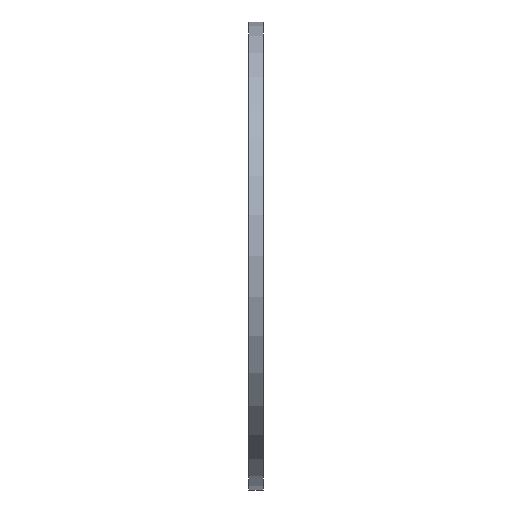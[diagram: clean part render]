
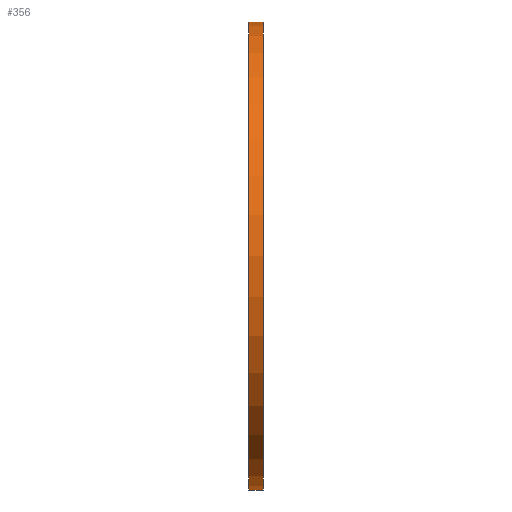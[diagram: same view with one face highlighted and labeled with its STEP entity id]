
A CAD part, left-side view. The second image highlights one B-rep face of the part: STEP entity #356.
In plain terms, the highlighted cylindrical face has radius 50.038 mm (diameter 100.076 mm), a partial arc.
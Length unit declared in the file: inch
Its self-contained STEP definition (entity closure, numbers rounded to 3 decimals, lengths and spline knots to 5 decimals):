
#166 = CARTESIAN_POINT ( 'NONE',  ( 0., 0.125, 0. ) ) ;
#254 = ORIENTED_EDGE ( 'NONE', *, *, #1902, .T. ) ;
#283 = ORIENTED_EDGE ( 'NONE', *, *, #2401, .T. ) ;
#356 = ADVANCED_FACE ( 'NONE', ( #837 ), #2051, .T. ) ;
#487 = DIRECTION ( 'NONE',  ( 0., 0., 1. ) ) ;
#509 = DIRECTION ( 'NONE',  ( 0., -1., 0. ) ) ;
#556 = VECTOR ( 'NONE', #509, 39.37008 ) ;
#573 = ORIENTED_EDGE ( 'NONE', *, *, #1830, .F. ) ;
#686 = VERTEX_POINT ( 'NONE', #2976 ) ;
#698 = LINE ( 'NONE', #1735, #556 ) ;
#769 = VERTEX_POINT ( 'NONE', #2724 ) ;
#837 = FACE_OUTER_BOUND ( 'NONE', #1526, .T. ) ;
#1021 = DIRECTION ( 'NONE',  ( 0., 0., 1. ) ) ;
#1144 = VERTEX_POINT ( 'NONE', #1808 ) ;
#1190 = CIRCLE ( 'NONE', #2504, 1.97 ) ;
#1271 = DIRECTION ( 'NONE',  ( 0., -1., 0. ) ) ;
#1272 = ORIENTED_EDGE ( 'NONE', *, *, #2456, .F. ) ;
#1298 = DIRECTION ( 'NONE',  ( 0., 1., 0. ) ) ;
#1309 = DIRECTION ( 'NONE',  ( 0., 0., -1. ) ) ;
#1322 = VERTEX_POINT ( 'NONE', #1336 ) ;
#1336 = CARTESIAN_POINT ( 'NONE',  ( 0., 0.125, 1.97 ) ) ;
#1428 = AXIS2_PLACEMENT_3D ( 'NONE', #166, #1271, #1309 ) ;
#1517 = CIRCLE ( 'NONE', #3097, 1.97 ) ;
#1526 = EDGE_LOOP ( 'NONE', ( #1272, #573, #283, #254 ) ) ;
#1654 = DIRECTION ( 'NONE',  ( 0., 1., 0. ) ) ;
#1691 = VECTOR ( 'NONE', #1755, 39.37008 ) ;
#1735 = CARTESIAN_POINT ( 'NONE',  ( 0., 0.125, -1.97 ) ) ;
#1755 = DIRECTION ( 'NONE',  ( 0., -1., 0. ) ) ;
#1808 = CARTESIAN_POINT ( 'NONE',  ( 0., 0., -1.97 ) ) ;
#1830 = EDGE_CURVE ( 'NONE', #769, #1322, #1517, .T. ) ;
#1902 = EDGE_CURVE ( 'NONE', #1144, #686, #1190, .T. ) ;
#2051 = CYLINDRICAL_SURFACE ( 'NONE', #1428, 1.97 ) ;
#2264 = CARTESIAN_POINT ( 'NONE',  ( 0., 0.125, 0. ) ) ;
#2361 = LINE ( 'NONE', #2740, #1691 ) ;
#2376 = CARTESIAN_POINT ( 'NONE',  ( 0., 0., 0. ) ) ;
#2401 = EDGE_CURVE ( 'NONE', #769, #1144, #698, .T. ) ;
#2456 = EDGE_CURVE ( 'NONE', #1322, #686, #2361, .T. ) ;
#2504 = AXIS2_PLACEMENT_3D ( 'NONE', #2376, #1298, #1021 ) ;
#2724 = CARTESIAN_POINT ( 'NONE',  ( 0., 0.125, -1.97 ) ) ;
#2740 = CARTESIAN_POINT ( 'NONE',  ( 0., 0.125, 1.97 ) ) ;
#2976 = CARTESIAN_POINT ( 'NONE',  ( 0., 0., 1.97 ) ) ;
#3097 = AXIS2_PLACEMENT_3D ( 'NONE', #2264, #1654, #487 ) ;
